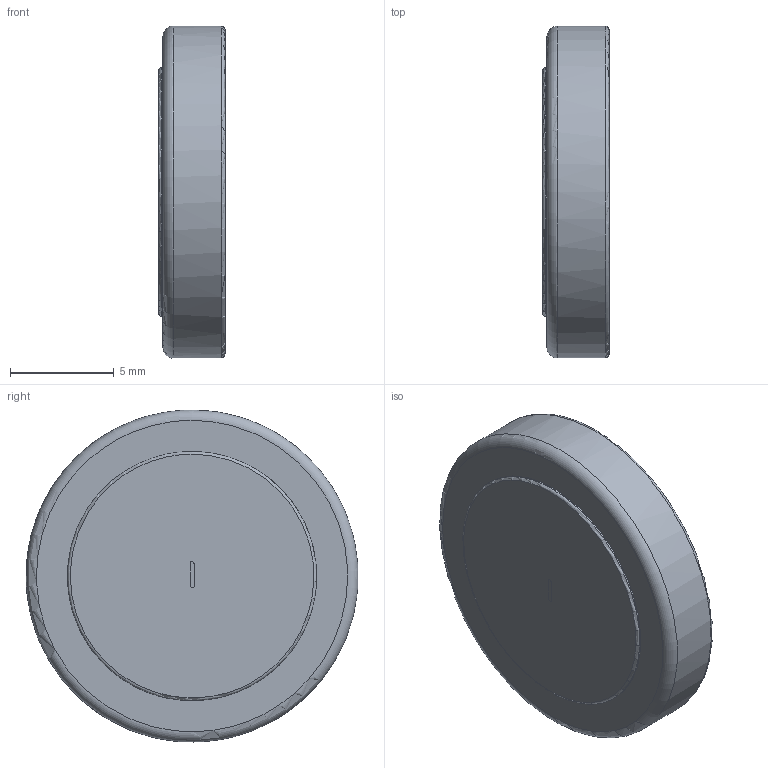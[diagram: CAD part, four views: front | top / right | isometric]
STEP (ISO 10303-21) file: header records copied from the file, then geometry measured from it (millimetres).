
FILE_DESCRIPTION(('THIS FILE CONTAINS SOME STEP INSTANCES'),'1');
FILE_NAME('bateriaCR1632-napisy.stp','2012-10-09T10:18:46',('UNDEFINED'),('UNDEFINED'),'T-FLEX CAD STEP converter','T-FLEX CAD','');
FILE_SCHEMA(('CONFIG_CONTROL_DESIGN'));
Length unit declared in the file: metre
Products named in the file (26): Undefined
Assembly tree (25 placements, depth 2):
  Undefined
    Undefined
    Undefined
    Undefined
    Undefined
    Undefined
    Undefined
    Undefined
    Undefined
    Undefined
    Undefined
    Undefined
    Undefined
    Undefined
    Undefined
    Undefined
    Undefined
    Undefined
    Undefined
    Undefined
    Undefined
    Undefined
    Undefined
    Undefined
    Undefined
    Undefined
Bounding box: 3.2 x 15.98 x 15.99 mm (x, y, z)
Volume: 623.9 mm3; surface area: 574.4 mm2
Topology: 25 solids, 25 shells, 808 faces, 2178 edges, 1451 vertices
Faces by surface type: bspline 418, plane 385, torus 3, cylinder 2
Full cylindrical faces by diameter (mm): 12 x1, 16 x1
Entity records: 26902 total; most frequent: CARTESIAN_POINT 8846, ORIENTED_EDGE 4356, DIRECTION 2208, EDGE_CURVE 2178, VERTEX_POINT 1451, LINE 1332, VECTOR 1332, EDGE_LOOP 851
